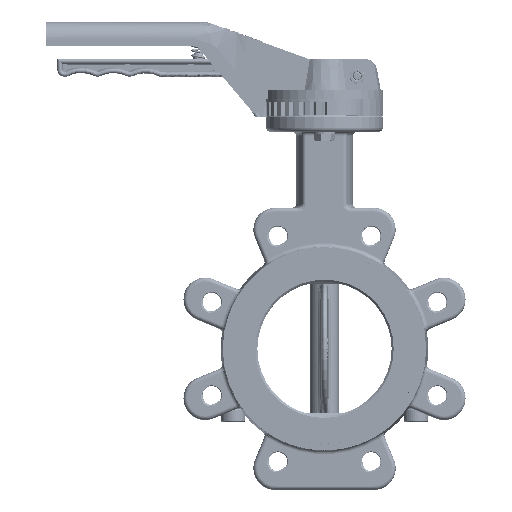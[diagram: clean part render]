
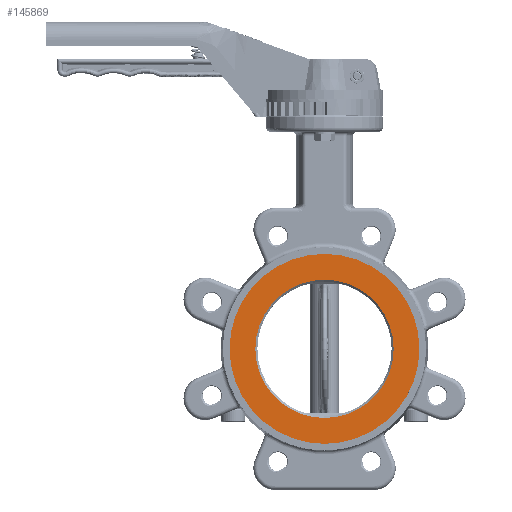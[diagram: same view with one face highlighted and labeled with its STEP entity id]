
A CAD part, top view. The second image highlights one B-rep face of the part: STEP entity #145869.
In plain terms, the highlighted planar face has unit normal (0, 0, 1).
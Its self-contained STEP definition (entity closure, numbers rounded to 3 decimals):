
#4401 = CARTESIAN_POINT ( 'NONE',  ( 0., 0., 27.5 ) ) ;
#4491 = CIRCLE ( 'NONE', #57994, 70. ) ;
#5548 = EDGE_LOOP ( 'NONE', ( #123357, #74566 ) ) ;
#5786 = EDGE_CURVE ( 'NONE', #120275, #153654, #73539, .T. ) ;
#6096 = DIRECTION ( 'NONE',  ( 0., 0., 1. ) ) ;
#7570 = CARTESIAN_POINT ( 'NONE',  ( -51., 0., 27.5 ) ) ;
#20978 = PLANE ( 'NONE',  #72387 ) ;
#26298 = AXIS2_PLACEMENT_3D ( 'NONE', #107350, #128113, #154310 ) ;
#29858 = CARTESIAN_POINT ( 'NONE',  ( 51., 0., 27.5 ) ) ;
#30095 = CARTESIAN_POINT ( 'NONE',  ( 0., 0., 27.5 ) ) ;
#30954 = VERTEX_POINT ( 'NONE', #144822 ) ;
#32430 = DIRECTION ( 'NONE',  ( 0., 0., 1. ) ) ;
#41096 = DIRECTION ( 'NONE',  ( 1., 0., 0. ) ) ;
#44425 = DIRECTION ( 'NONE',  ( 1., 0., 0. ) ) ;
#57994 = AXIS2_PLACEMENT_3D ( 'NONE', #104104, #6096, #79467 ) ;
#72387 = AXIS2_PLACEMENT_3D ( 'NONE', #146734, #74307, #120526 ) ;
#73539 = CIRCLE ( 'NONE', #157504, 51. ) ;
#74307 = DIRECTION ( 'NONE',  ( 0., 0., -1. ) ) ;
#74566 = ORIENTED_EDGE ( 'NONE', *, *, #116181, .T. ) ;
#78681 = VERTEX_POINT ( 'NONE', #151663 ) ;
#79467 = DIRECTION ( 'NONE',  ( 1., 0., 0. ) ) ;
#81430 = AXIS2_PLACEMENT_3D ( 'NONE', #4401, #150154, #41096 ) ;
#104104 = CARTESIAN_POINT ( 'NONE',  ( 0., 0., 27.5 ) ) ;
#105458 = FACE_BOUND ( 'NONE', #125318, .T. ) ;
#107350 = CARTESIAN_POINT ( 'NONE',  ( 0., 0., 27.5 ) ) ;
#110207 = CIRCLE ( 'NONE', #26298, 51. ) ;
#116181 = EDGE_CURVE ( 'NONE', #78681, #30954, #4491, .T. ) ;
#120164 = EDGE_CURVE ( 'NONE', #30954, #78681, #150006, .T. ) ;
#120275 = VERTEX_POINT ( 'NONE', #7570 ) ;
#120526 = DIRECTION ( 'NONE',  ( 0., -1., 0. ) ) ;
#123357 = ORIENTED_EDGE ( 'NONE', *, *, #120164, .T. ) ;
#125318 = EDGE_LOOP ( 'NONE', ( #157447, #149191 ) ) ;
#128113 = DIRECTION ( 'NONE',  ( 0., 0., 1. ) ) ;
#130141 = FACE_OUTER_BOUND ( 'NONE', #5548, .T. ) ;
#144469 = EDGE_CURVE ( 'NONE', #153654, #120275, #110207, .T. ) ;
#144822 = CARTESIAN_POINT ( 'NONE',  ( 70., 0., 27.5 ) ) ;
#145869 = ADVANCED_FACE ( 'NONE', ( #105458, #130141 ), #20978, .F. ) ;
#146734 = CARTESIAN_POINT ( 'NONE',  ( 0., 70., 27.5 ) ) ;
#149191 = ORIENTED_EDGE ( 'NONE', *, *, #5786, .F. ) ;
#150006 = CIRCLE ( 'NONE', #81430, 70. ) ;
#150154 = DIRECTION ( 'NONE',  ( 0., 0., 1. ) ) ;
#151663 = CARTESIAN_POINT ( 'NONE',  ( -70., 0., 27.5 ) ) ;
#153654 = VERTEX_POINT ( 'NONE', #29858 ) ;
#154310 = DIRECTION ( 'NONE',  ( 1., 0., 0. ) ) ;
#157447 = ORIENTED_EDGE ( 'NONE', *, *, #144469, .F. ) ;
#157504 = AXIS2_PLACEMENT_3D ( 'NONE', #30095, #32430, #44425 ) ;
